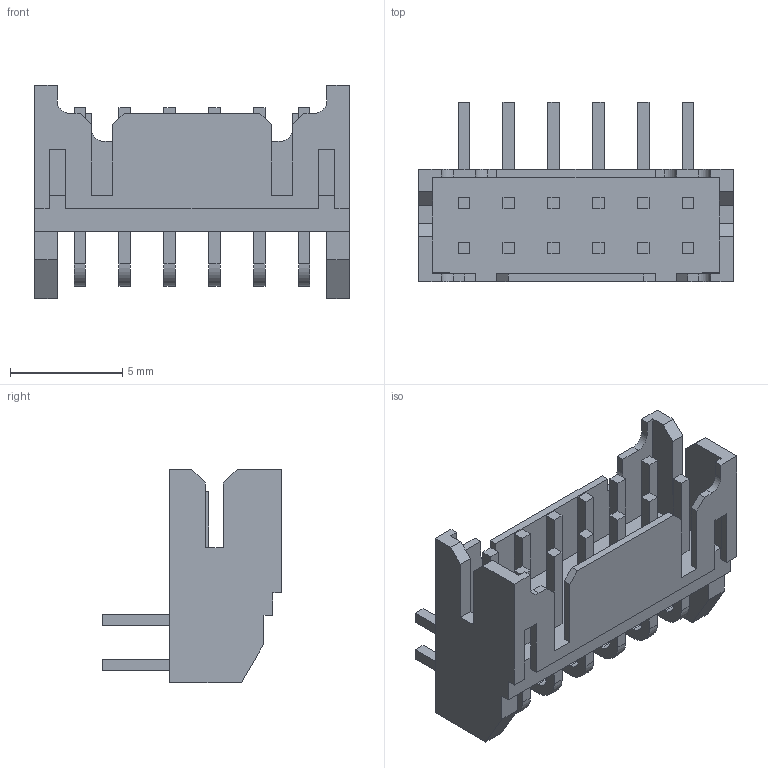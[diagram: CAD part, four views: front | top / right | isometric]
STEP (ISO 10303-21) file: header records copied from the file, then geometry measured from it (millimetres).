
FILE_DESCRIPTION(('STEP AP242'),'1');
FILE_NAME('1-1470108-2.stp','2021-07-02T06:42:03',('TraceParts'),('TraceParts S.A.'),'Spatial InterOp 3D',' ',' ');
FILE_SCHEMA(('AP242_MANAGED_MODEL_BASED_3D_ENGINEERING_MIM_LF {1 0 10303 442 1 1 4}'));
Length unit declared in the file: millimetre
Products named in the file (1): 1-1470108-2
Bounding box: 14 x 8 x 9.5 mm (x, y, z)
Volume: 214.3 mm3; surface area: 762.7 mm2
Topology: 1 solids, 1 shells, 224 faces, 624 edges, 416 vertices
Faces by surface type: plane 200, cylinder 24
Entity records: 7099 total; most frequent: CARTESIAN_POINT 1265, ORIENTED_EDGE 1248, DIRECTION 1122, EDGE_CURVE 624, LINE 576, VECTOR 576, VERTEX_POINT 416, AXIS2_PLACEMENT_3D 273
